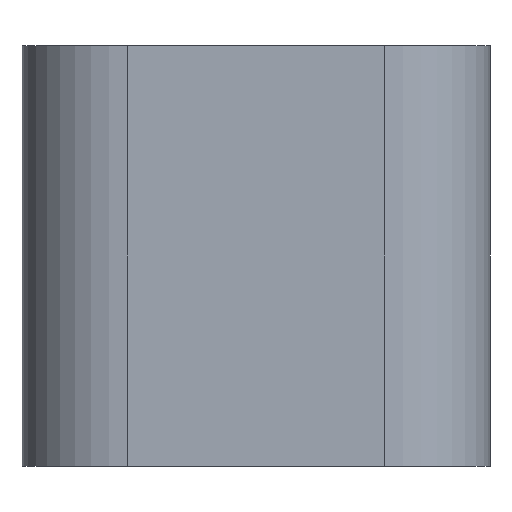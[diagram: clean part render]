
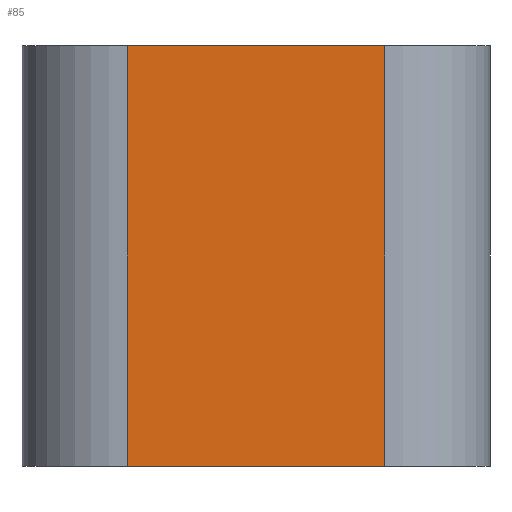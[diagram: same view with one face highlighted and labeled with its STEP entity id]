
A CAD part, left-side view. The second image highlights one B-rep face of the part: STEP entity #85.
In plain terms, the highlighted planar face has unit normal (-1, 0, 0).
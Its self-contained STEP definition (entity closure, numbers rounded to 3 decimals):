
#85=ADVANCED_FACE('',(#115),#116,.T.);
#115=FACE_OUTER_BOUND('',#153,.T.);
#116=PLANE('',#154);
#153=EDGE_LOOP('',(#252,#253,#254,#255));
#154=AXIS2_PLACEMENT_3D('',#256,#257,#258);
#252=ORIENTED_EDGE('',*,*,#332,.T.);
#253=ORIENTED_EDGE('',*,*,#355,.T.);
#254=ORIENTED_EDGE('',*,*,#356,.T.);
#255=ORIENTED_EDGE('',*,*,#357,.F.);
#256=CARTESIAN_POINT('',(1.2,140.0,1000.0));
#257=DIRECTION('',(-1.0,0.0,0.0));
#258=DIRECTION('',(0.0,1.0,0.0));
#332=EDGE_CURVE('',#393,#391,#394,.T.);
#355=EDGE_CURVE('',#391,#428,#430,.T.);
#356=EDGE_CURVE('',#428,#431,#432,.T.);
#357=EDGE_CURVE('',#393,#431,#433,.T.);
#391=VERTEX_POINT('',#477);
#393=VERTEX_POINT('',#479);
#394=LINE('',#480,#481);
#428=VERTEX_POINT('',#530);
#430=LINE('',#532,#533);
#431=VERTEX_POINT('',#534);
#432=LINE('',#535,#536);
#433=LINE('',#537,#538);
#477=CARTESIAN_POINT('',(1.2,164.5,80.0));
#479=CARTESIAN_POINT('',(1.2,115.5,80.0));
#480=CARTESIAN_POINT('',(1.2,140.0,80.0));
#481=VECTOR('',#584,1.0);
#530=CARTESIAN_POINT('',(1.2,164.5,0.0));
#532=CARTESIAN_POINT('',(1.2,164.5,1000.0));
#533=VECTOR('',#621,1.0);
#534=CARTESIAN_POINT('',(1.2,115.5,0.0));
#535=CARTESIAN_POINT('',(1.2,164.5,0.0));
#536=VECTOR('',#622,1.0);
#537=CARTESIAN_POINT('',(1.2,115.5,1000.0));
#538=VECTOR('',#623,1.0);
#584=DIRECTION('',(0.0,1.0,0.0));
#621=DIRECTION('',(0.0,0.0,-1.0));
#622=DIRECTION('',(0.0,-1.0,0.0));
#623=DIRECTION('',(0.0,0.0,-1.0));
